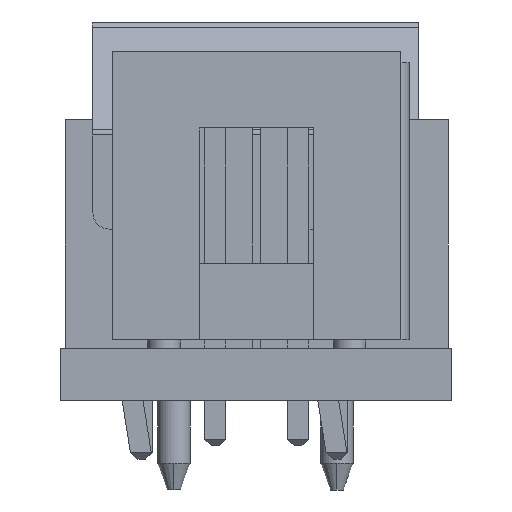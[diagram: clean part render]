
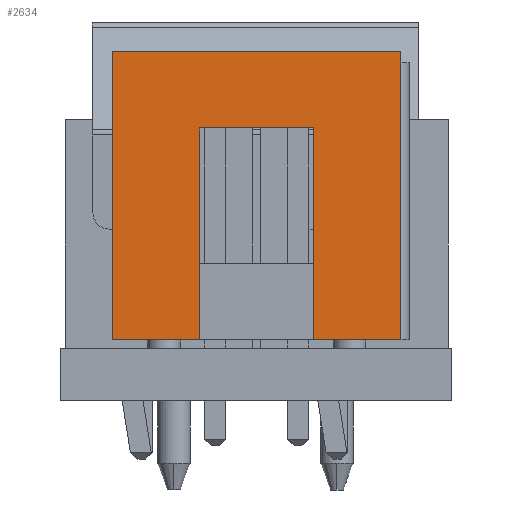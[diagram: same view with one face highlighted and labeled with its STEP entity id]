
A CAD part, left-side view. The second image highlights one B-rep face of the part: STEP entity #2634.
In plain terms, the highlighted face is planar.
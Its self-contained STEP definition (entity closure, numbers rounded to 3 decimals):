
#2338 = VERTEX_POINT('',#2339);
#2339 = CARTESIAN_POINT('',(-3.155,-27.96,0.25));
#2345 = EDGE_CURVE('',#2338,#2346,#2348,.T.);
#2346 = VERTEX_POINT('',#2347);
#2347 = CARTESIAN_POINT('',(-3.155,-27.96,9.1));
#2348 = LINE('',#2349,#2350);
#2349 = CARTESIAN_POINT('',(-3.155,-27.96,2.6));
#2350 = VECTOR('',#2351,1.);
#2351 = DIRECTION('',(0.,0.,1.));
#2463 = EDGE_CURVE('',#2346,#2464,#2466,.T.);
#2464 = VERTEX_POINT('',#2465);
#2465 = CARTESIAN_POINT('',(5.695,-27.96,9.1));
#2466 = LINE('',#2467,#2468);
#2467 = CARTESIAN_POINT('',(-3.155,-27.96,9.1));
#2468 = VECTOR('',#2469,1.);
#2469 = DIRECTION('',(1.,0.,0.));
#2634 = ADVANCED_FACE('',(#2635),#2685,.T.);
#2635 = FACE_BOUND('',#2636,.T.);
#2636 = EDGE_LOOP('',(#2637,#2638,#2646,#2654,#2662,#2670,#2678,#2684));
#2637 = ORIENTED_EDGE('',*,*,#2345,.F.);
#2638 = ORIENTED_EDGE('',*,*,#2639,.T.);
#2639 = EDGE_CURVE('',#2338,#2640,#2642,.T.);
#2640 = VERTEX_POINT('',#2641);
#2641 = CARTESIAN_POINT('',(-0.48,-27.96,0.25));
#2642 = LINE('',#2643,#2644);
#2643 = CARTESIAN_POINT('',(-3.155,-27.96,0.25));
#2644 = VECTOR('',#2645,1.);
#2645 = DIRECTION('',(1.,0.,0.));
#2646 = ORIENTED_EDGE('',*,*,#2647,.T.);
#2647 = EDGE_CURVE('',#2640,#2648,#2650,.T.);
#2648 = VERTEX_POINT('',#2649);
#2649 = CARTESIAN_POINT('',(-0.48,-27.96,6.75));
#2650 = LINE('',#2651,#2652);
#2651 = CARTESIAN_POINT('',(-0.48,-27.96,2.463));
#2652 = VECTOR('',#2653,1.);
#2653 = DIRECTION('',(0.,0.,1.));
#2654 = ORIENTED_EDGE('',*,*,#2655,.F.);
#2655 = EDGE_CURVE('',#2656,#2648,#2658,.T.);
#2656 = VERTEX_POINT('',#2657);
#2657 = CARTESIAN_POINT('',(3.02,-27.96,6.75));
#2658 = LINE('',#2659,#2660);
#2659 = CARTESIAN_POINT('',(1.27,-27.96,6.75));
#2660 = VECTOR('',#2661,1.);
#2661 = DIRECTION('',(-1.,0.,0.));
#2662 = ORIENTED_EDGE('',*,*,#2663,.T.);
#2663 = EDGE_CURVE('',#2656,#2664,#2666,.T.);
#2664 = VERTEX_POINT('',#2665);
#2665 = CARTESIAN_POINT('',(3.02,-27.96,0.25));
#2666 = LINE('',#2667,#2668);
#2667 = CARTESIAN_POINT('',(3.02,-27.96,2.463));
#2668 = VECTOR('',#2669,1.);
#2669 = DIRECTION('',(0.,0.,-1.));
#2670 = ORIENTED_EDGE('',*,*,#2671,.T.);
#2671 = EDGE_CURVE('',#2664,#2672,#2674,.T.);
#2672 = VERTEX_POINT('',#2673);
#2673 = CARTESIAN_POINT('',(5.695,-27.96,0.25));
#2674 = LINE('',#2675,#2676);
#2675 = CARTESIAN_POINT('',(-3.155,-27.96,0.25));
#2676 = VECTOR('',#2677,1.);
#2677 = DIRECTION('',(1.,0.,0.));
#2678 = ORIENTED_EDGE('',*,*,#2679,.T.);
#2679 = EDGE_CURVE('',#2672,#2464,#2680,.T.);
#2680 = LINE('',#2681,#2682);
#2681 = CARTESIAN_POINT('',(5.695,-27.96,0.25));
#2682 = VECTOR('',#2683,1.);
#2683 = DIRECTION('',(0.,0.,1.));
#2684 = ORIENTED_EDGE('',*,*,#2463,.F.);
#2685 = PLANE('',#2686);
#2686 = AXIS2_PLACEMENT_3D('',#2687,#2688,#2689);
#2687 = CARTESIAN_POINT('',(1.27,-27.96,4.675));
#2688 = DIRECTION('',(-0.,-1.,0.));
#2689 = DIRECTION('',(0.,0.,-1.));
